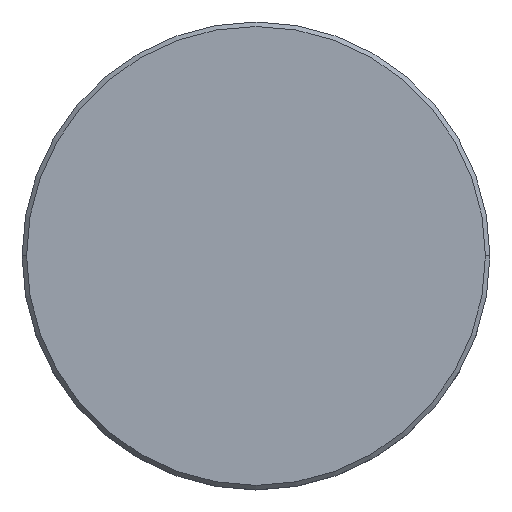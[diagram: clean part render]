
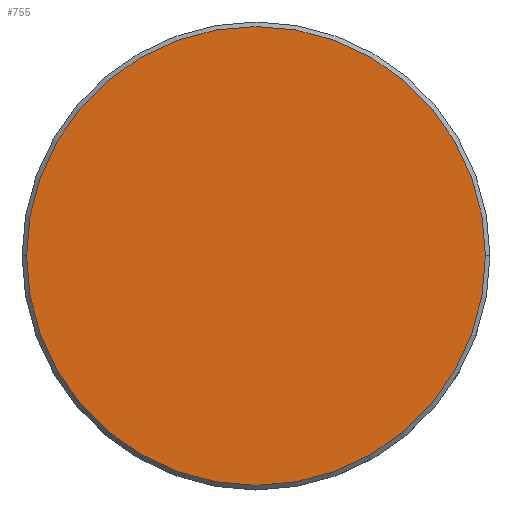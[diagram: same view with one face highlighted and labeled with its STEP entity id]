
A CAD part, top view. The second image highlights one B-rep face of the part: STEP entity #755.
In plain terms, the highlighted planar face has unit normal (0, 0, 1).
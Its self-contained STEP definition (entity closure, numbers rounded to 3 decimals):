
#49 = DIRECTION ( 'NONE',  ( 1., 0., 0. ) ) ;
#79 = CIRCLE ( 'NONE', #598, 25.5 ) ;
#102 = DIRECTION ( 'NONE',  ( 1., 0., 0. ) ) ;
#125 = ORIENTED_EDGE ( 'NONE', *, *, #725, .T. ) ;
#228 = VERTEX_POINT ( 'NONE', #1132 ) ;
#307 = DIRECTION ( 'NONE',  ( 0., 0., 1. ) ) ;
#355 = CIRCLE ( 'NONE', #553, 25.5 ) ;
#360 = PLANE ( 'NONE',  #1143 ) ;
#503 = VERTEX_POINT ( 'NONE', #1013 ) ;
#513 = ORIENTED_EDGE ( 'NONE', *, *, #1052, .T. ) ;
#553 = AXIS2_PLACEMENT_3D ( 'NONE', #1101, #922, #913 ) ;
#554 = DIRECTION ( 'NONE',  ( 0., 0., 1. ) ) ;
#556 = EDGE_LOOP ( 'NONE', ( #513, #125 ) ) ;
#598 = AXIS2_PLACEMENT_3D ( 'NONE', #617, #307, #49 ) ;
#617 = CARTESIAN_POINT ( 'NONE',  ( 0., 0., 0. ) ) ;
#725 = EDGE_CURVE ( 'NONE', #228, #503, #355, .T. ) ;
#755 = ADVANCED_FACE ( 'NONE', ( #834 ), #360, .T. ) ;
#816 = CARTESIAN_POINT ( 'NONE',  ( 0., 0., 0. ) ) ;
#834 = FACE_OUTER_BOUND ( 'NONE', #556, .T. ) ;
#913 = DIRECTION ( 'NONE',  ( 1., 0., 0. ) ) ;
#922 = DIRECTION ( 'NONE',  ( 0., 0., 1. ) ) ;
#1013 = CARTESIAN_POINT ( 'NONE',  ( -25.5, 0., 0. ) ) ;
#1052 = EDGE_CURVE ( 'NONE', #503, #228, #79, .T. ) ;
#1101 = CARTESIAN_POINT ( 'NONE',  ( 0., 0., 0. ) ) ;
#1132 = CARTESIAN_POINT ( 'NONE',  ( 25.5, 0., 0. ) ) ;
#1143 = AXIS2_PLACEMENT_3D ( 'NONE', #816, #554, #102 ) ;
